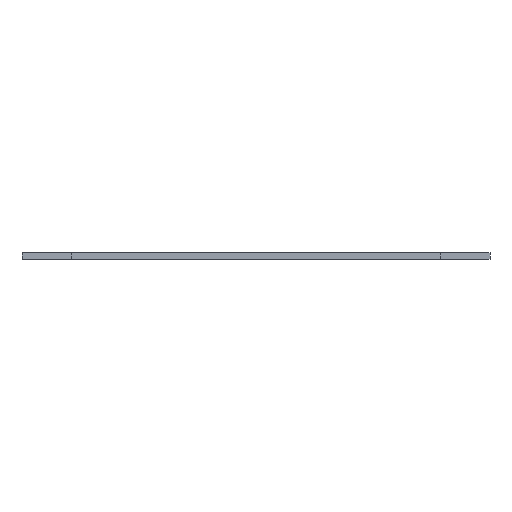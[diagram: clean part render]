
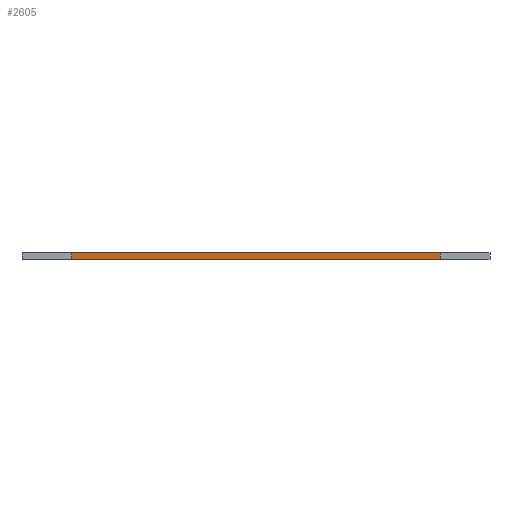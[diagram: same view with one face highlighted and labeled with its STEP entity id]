
A CAD part, front view. The second image highlights one B-rep face of the part: STEP entity #2605.
In plain terms, the highlighted planar face has unit normal (0, -1, 0).
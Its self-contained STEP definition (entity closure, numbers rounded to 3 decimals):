
#37=DIRECTION('',(1.,0.,0.));
#38=VECTOR('',#37,370.);
#39=CARTESIAN_POINT('',(-185.,0.,0.));
#40=LINE('',#39,#38);
#537=DIRECTION('',(1.,0.,0.));
#538=VECTOR('',#537,370.);
#539=CARTESIAN_POINT('',(-185.,0.,6.9));
#540=LINE('',#539,#538);
#1023=DIRECTION('',(0.,0.,1.));
#1024=VECTOR('',#1023,6.9);
#1025=CARTESIAN_POINT('',(185.,0.,0.));
#1026=LINE('',#1025,#1024);
#1027=DIRECTION('',(0.,0.,1.));
#1028=VECTOR('',#1027,6.9);
#1029=CARTESIAN_POINT('',(-185.,0.,0.));
#1030=LINE('',#1029,#1028);
#1449=CARTESIAN_POINT('',(185.,0.,0.));
#1451=VERTEX_POINT('',#1449);
#1463=CARTESIAN_POINT('',(-185.,0.,0.));
#1464=VERTEX_POINT('',#1463);
#1465=CARTESIAN_POINT('',(185.,0.,6.9));
#1467=VERTEX_POINT('',#1465);
#1479=CARTESIAN_POINT('',(-185.,0.,6.9));
#1480=VERTEX_POINT('',#1479);
#2593=CARTESIAN_POINT('',(-185.,0.,0.));
#2594=DIRECTION('',(0.,-1.,0.));
#2595=DIRECTION('',(1.,0.,0.));
#2596=AXIS2_PLACEMENT_3D('',#2593,#2594,#2595);
#2597=PLANE('',#2596);
#2598=ORIENTED_EDGE('',*,*,#1916,.F.);
#2600=ORIENTED_EDGE('',*,*,#2599,.T.);
#2601=ORIENTED_EDGE('',*,*,#2254,.T.);
#2602=ORIENTED_EDGE('',*,*,#2586,.F.);
#2603=EDGE_LOOP('',(#2598,#2600,#2601,#2602));
#2604=FACE_OUTER_BOUND('',#2603,.F.);
#2605=ADVANCED_FACE('',(#2604),#2597,.T.);
#1916=EDGE_CURVE('',#1464,#1451,#40,.T.);
#2254=EDGE_CURVE('',#1480,#1467,#540,.T.);
#2586=EDGE_CURVE('',#1451,#1467,#1026,.T.);
#2599=EDGE_CURVE('',#1464,#1480,#1030,.T.);
